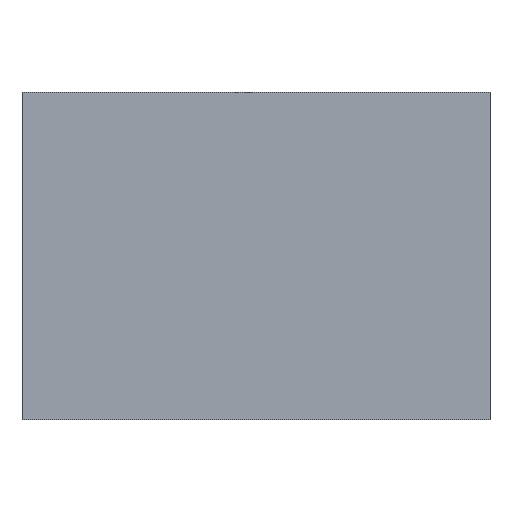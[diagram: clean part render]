
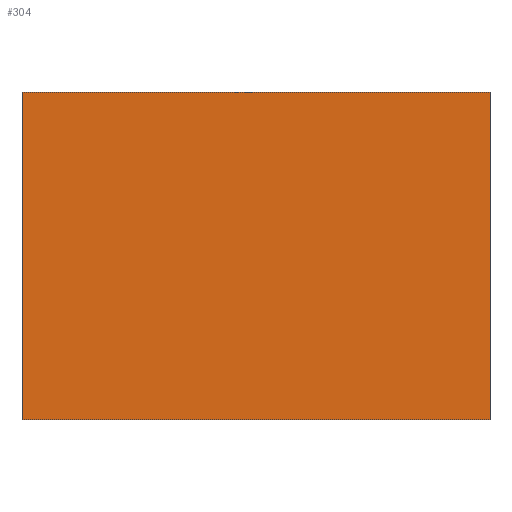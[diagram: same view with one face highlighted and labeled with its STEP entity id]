
A CAD part, left-side view. The second image highlights one B-rep face of the part: STEP entity #304.
In plain terms, the highlighted planar face has unit normal (-1, 0, 0).
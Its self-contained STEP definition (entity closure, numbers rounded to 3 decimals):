
#35=FACE_OUTER_BOUND('',#51,.T.);
#51=EDGE_LOOP('',(#239,#240,#241,#242));
#74=LINE('',#459,#107);
#79=LINE('',#468,#112);
#80=LINE('',#471,#113);
#85=LINE('',#485,#118);
#107=VECTOR('',#375,10.);
#112=VECTOR('',#382,10.);
#113=VECTOR('',#385,10.);
#118=VECTOR('',#398,10.);
#135=VERTEX_POINT('',#456);
#136=VERTEX_POINT('',#458);
#137=VERTEX_POINT('',#462);
#140=VERTEX_POINT('',#470);
#166=EDGE_CURVE('',#135,#136,#74,.T.);
#171=EDGE_CURVE('',#137,#136,#79,.T.);
#172=EDGE_CURVE('',#140,#137,#80,.T.);
#180=EDGE_CURVE('',#140,#135,#85,.T.);
#239=ORIENTED_EDGE('',*,*,#172,.T.);
#240=ORIENTED_EDGE('',*,*,#171,.T.);
#241=ORIENTED_EDGE('',*,*,#166,.F.);
#242=ORIENTED_EDGE('',*,*,#180,.F.);
#275=PLANE('',#337);
#304=ADVANCED_FACE('',(#35),#275,.T.);
#337=AXIS2_PLACEMENT_3D('',#490,#404,#405);
#375=DIRECTION('',(0.,-1.,0.));
#382=DIRECTION('',(0.,0.,1.));
#385=DIRECTION('',(0.,-1.,0.));
#398=DIRECTION('',(0.,0.,1.));
#404=DIRECTION('center_axis',(-1.,0.,0.));
#405=DIRECTION('ref_axis',(0.,-1.,0.));
#456=CARTESIAN_POINT('',(0.,50.,35.));
#458=CARTESIAN_POINT('',(0.,0.,35.));
#459=CARTESIAN_POINT('',(0.,50.,35.));
#462=CARTESIAN_POINT('',(0.,0.,0.));
#468=CARTESIAN_POINT('',(0.,0.,0.));
#470=CARTESIAN_POINT('',(0.,50.,0.));
#471=CARTESIAN_POINT('',(0.,50.,0.));
#485=CARTESIAN_POINT('',(0.,50.,0.));
#490=CARTESIAN_POINT('Origin',(0.,50.,0.));
